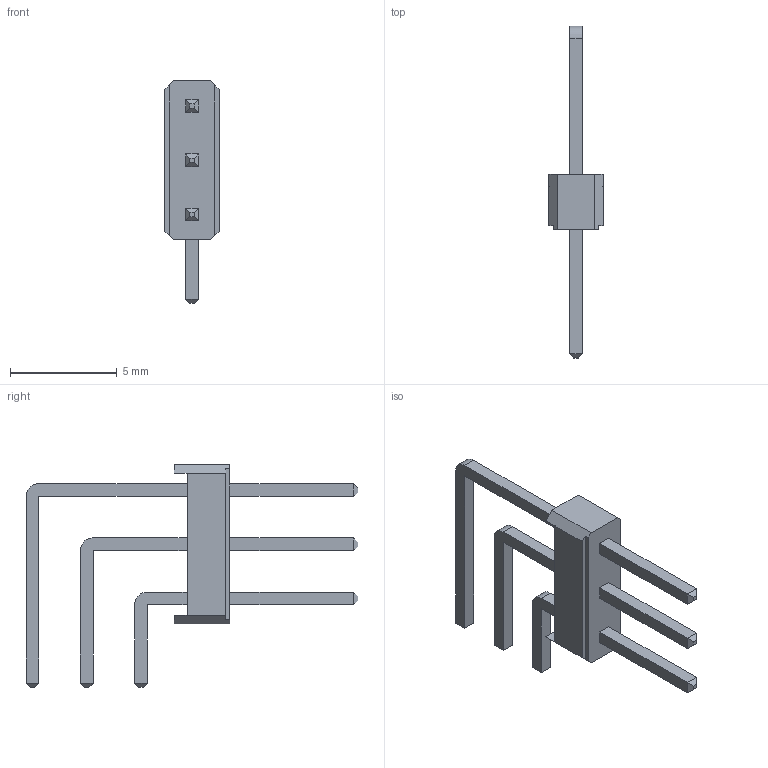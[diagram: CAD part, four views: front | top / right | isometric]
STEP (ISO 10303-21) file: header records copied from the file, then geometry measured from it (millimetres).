
FILE_DESCRIPTION(('FreeCAD Model'),'2;1');
FILE_NAME('PinHeader_3x01_P2.54mm_Horizontal.step', '2019-10-06T13:42:42',('Author'),(''), 'Open CASCADE STEP processor 7.3','FreeCAD','Unknown');
FILE_SCHEMA(('AUTOMOTIVE_DESIGN { 1 0 10303 214 1 1 1 1 }'));
Length unit declared in the file: millimetre
Products named in the file (1): Fusion
Bounding box: 2.54 x 15.54 x 10.43 mm (x, y, z)
Volume: 56.2 mm3; surface area: 204.1 mm2
Topology: 1 solids, 1 shells, 81 faces, 191 edges, 118 vertices
Faces by surface type: plane 78, cylinder 3
Entity records: 5262 total; most frequent: CARTESIAN_POINT 821, DIRECTION 695, LINE 513, VECTOR 513, ORIENTED_EDGE 382, PCURVE 382, DEFINITIONAL_REPRESENTATION 382, EDGE_CURVE 191
